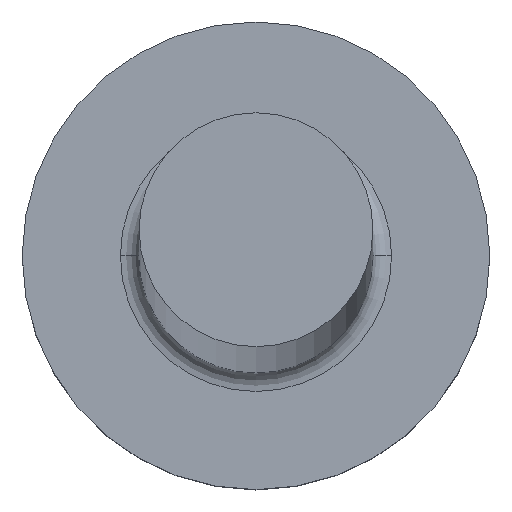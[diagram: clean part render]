
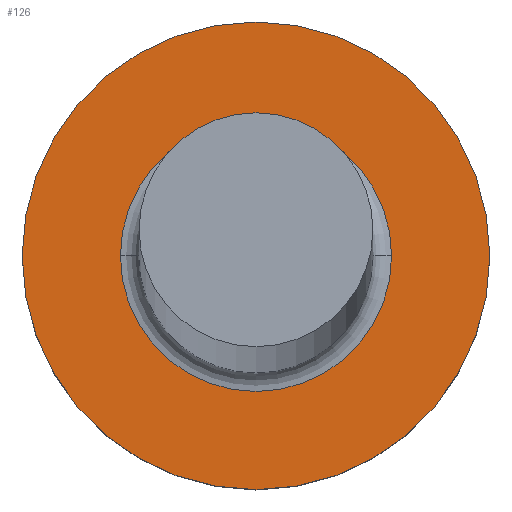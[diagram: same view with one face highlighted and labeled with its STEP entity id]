
A CAD part, top view. The second image highlights one B-rep face of the part: STEP entity #126.
In plain terms, the highlighted planar face has unit normal (0, 0, 1).
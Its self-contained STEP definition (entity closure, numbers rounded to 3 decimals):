
#4 = CARTESIAN_POINT ( 'NONE',  ( -2.5, 0., 2. ) ) ;
#15 = CIRCLE ( 'NONE', #57, 2.5 ) ;
#32 = FACE_OUTER_BOUND ( 'NONE', #155, .T. ) ;
#41 = ORIENTED_EDGE ( 'NONE', *, *, #93, .T. ) ;
#54 = CIRCLE ( 'NONE', #109, 2.5 ) ;
#56 = DIRECTION ( 'NONE',  ( 1., 0., 0. ) ) ;
#57 = AXIS2_PLACEMENT_3D ( 'NONE', #151, #130, #225 ) ;
#74 = CIRCLE ( 'NONE', #105, 1.45 ) ;
#80 = VERTEX_POINT ( 'NONE', #237 ) ;
#83 = ORIENTED_EDGE ( 'NONE', *, *, #282, .T. ) ;
#85 = VERTEX_POINT ( 'NONE', #266 ) ;
#91 = PLANE ( 'NONE',  #205 ) ;
#93 = EDGE_CURVE ( 'NONE', #80, #178, #74, .T. ) ;
#105 = AXIS2_PLACEMENT_3D ( 'NONE', #286, #168, #162 ) ;
#109 = AXIS2_PLACEMENT_3D ( 'NONE', #148, #125, #222 ) ;
#121 = DIRECTION ( 'NONE',  ( 1., 0., 0. ) ) ;
#125 = DIRECTION ( 'NONE',  ( 0., 0., 1. ) ) ;
#126 = ADVANCED_FACE ( 'NONE', ( #146, #32 ), #91, .T. ) ;
#128 = VERTEX_POINT ( 'NONE', #4 ) ;
#130 = DIRECTION ( 'NONE',  ( 0., 0., 1. ) ) ;
#137 = CARTESIAN_POINT ( 'NONE',  ( 0., 0., 2. ) ) ;
#138 = DIRECTION ( 'NONE',  ( 0., 0., 1. ) ) ;
#146 = FACE_BOUND ( 'NONE', #152, .T. ) ;
#148 = CARTESIAN_POINT ( 'NONE',  ( 0., 0., 2. ) ) ;
#151 = CARTESIAN_POINT ( 'NONE',  ( 0., 0., 2. ) ) ;
#152 = EDGE_LOOP ( 'NONE', ( #83, #41 ) ) ;
#153 = ORIENTED_EDGE ( 'NONE', *, *, #216, .T. ) ;
#155 = EDGE_LOOP ( 'NONE', ( #153, #253 ) ) ;
#162 = DIRECTION ( 'NONE',  ( 1., 0., 0. ) ) ;
#168 = DIRECTION ( 'NONE',  ( 0., 0., -1. ) ) ;
#178 = VERTEX_POINT ( 'NONE', #215 ) ;
#180 = CIRCLE ( 'NONE', #218, 1.45 ) ;
#203 = DIRECTION ( 'NONE',  ( 0., 0., -1. ) ) ;
#205 = AXIS2_PLACEMENT_3D ( 'NONE', #137, #138, #121 ) ;
#215 = CARTESIAN_POINT ( 'NONE',  ( 1.45, 0., 2. ) ) ;
#216 = EDGE_CURVE ( 'NONE', #128, #85, #15, .T. ) ;
#218 = AXIS2_PLACEMENT_3D ( 'NONE', #278, #203, #56 ) ;
#222 = DIRECTION ( 'NONE',  ( 1., 0., 0. ) ) ;
#225 = DIRECTION ( 'NONE',  ( 1., 0., 0. ) ) ;
#237 = CARTESIAN_POINT ( 'NONE',  ( -1.45, 0., 2. ) ) ;
#253 = ORIENTED_EDGE ( 'NONE', *, *, #301, .T. ) ;
#266 = CARTESIAN_POINT ( 'NONE',  ( 2.5, 0., 2. ) ) ;
#278 = CARTESIAN_POINT ( 'NONE',  ( 0., 0., 2. ) ) ;
#282 = EDGE_CURVE ( 'NONE', #178, #80, #180, .T. ) ;
#286 = CARTESIAN_POINT ( 'NONE',  ( 0., 0., 2. ) ) ;
#301 = EDGE_CURVE ( 'NONE', #85, #128, #54, .T. ) ;
